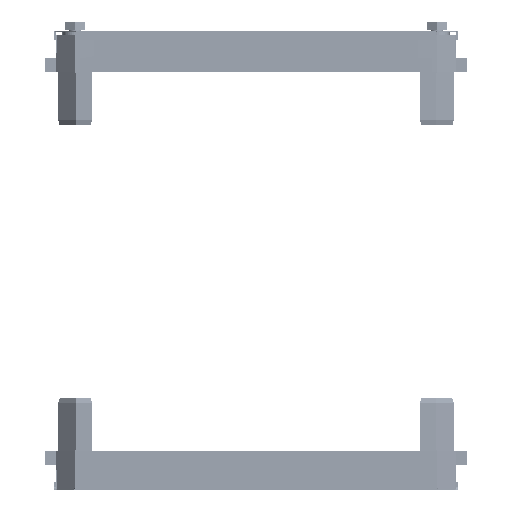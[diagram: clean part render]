
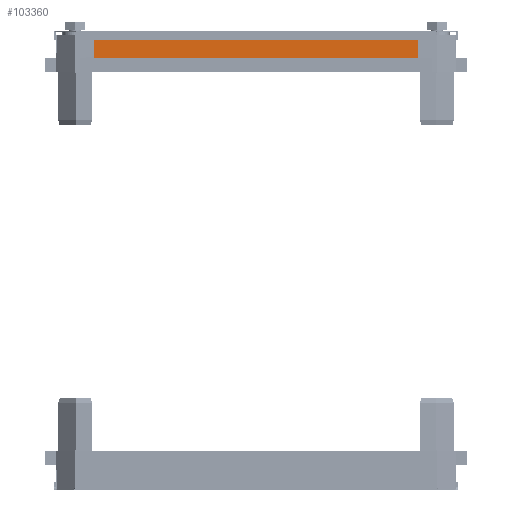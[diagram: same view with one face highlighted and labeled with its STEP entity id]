
A CAD part, left-side view. The second image highlights one B-rep face of the part: STEP entity #103360.
In plain terms, the highlighted planar face has unit normal (-1, 0, 0).
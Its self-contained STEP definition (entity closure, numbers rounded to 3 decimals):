
#1130 = AXIS2_PLACEMENT_3D ( 'NONE', #170429, #184321, #8762 ) ;
#3161 = VECTOR ( 'NONE', #146620, 1000. ) ;
#3664 = VECTOR ( 'NONE', #156240, 1000. ) ;
#5736 = CARTESIAN_POINT ( 'NONE',  ( -789.55, 162.4, 430.9 ) ) ;
#8762 = DIRECTION ( 'NONE',  ( 0., -1., 0. ) ) ;
#11796 = CARTESIAN_POINT ( 'NONE',  ( -789.55, -145.6, 408.4 ) ) ;
#15584 = CARTESIAN_POINT ( 'NONE',  ( -789.55, -145.6, 430.9 ) ) ;
#18798 = DIRECTION ( 'NONE',  ( 0., -1., 0. ) ) ;
#28021 = VERTEX_POINT ( 'NONE', #15584 ) ;
#30334 = VERTEX_POINT ( 'NONE', #149630 ) ;
#37570 = FACE_OUTER_BOUND ( 'NONE', #132068, .T. ) ;
#41207 = VECTOR ( 'NONE', #18798, 1000. ) ;
#51936 = CARTESIAN_POINT ( 'NONE',  ( -789.55, 162.4, 409.7 ) ) ;
#52127 = DIRECTION ( 'NONE',  ( 0., 0., 1. ) ) ;
#53528 = PLANE ( 'NONE',  #1130 ) ;
#54284 = EDGE_CURVE ( 'NONE', #78468, #28021, #103107, .T. ) ;
#58248 = ORIENTED_EDGE ( 'NONE', *, *, #143065, .F. ) ;
#61961 = ORIENTED_EDGE ( 'NONE', *, *, #94822, .F. ) ;
#78053 = ORIENTED_EDGE ( 'NONE', *, *, #80939, .F. ) ;
#78468 = VERTEX_POINT ( 'NONE', #11796 ) ;
#80939 = EDGE_CURVE ( 'NONE', #30334, #121404, #100812, .T. ) ;
#94822 = EDGE_CURVE ( 'NONE', #78468, #30334, #153083, .T. ) ;
#100812 = LINE ( 'NONE', #51936, #3161 ) ;
#103107 = LINE ( 'NONE', #168023, #170765 ) ;
#103360 = ADVANCED_FACE ( 'NONE', ( #37570 ), #53528, .F. ) ;
#121404 = VERTEX_POINT ( 'NONE', #201243 ) ;
#122622 = LINE ( 'NONE', #5736, #41207 ) ;
#132068 = EDGE_LOOP ( 'NONE', ( #153724, #58248, #78053, #61961 ) ) ;
#143065 = EDGE_CURVE ( 'NONE', #121404, #28021, #122622, .T. ) ;
#146620 = DIRECTION ( 'NONE',  ( 0., 0., 1. ) ) ;
#149630 = CARTESIAN_POINT ( 'NONE',  ( -789.55, 162.4, 408.4 ) ) ;
#153083 = LINE ( 'NONE', #183981, #3664 ) ;
#153724 = ORIENTED_EDGE ( 'NONE', *, *, #54284, .T. ) ;
#156240 = DIRECTION ( 'NONE',  ( 0., 1., 0. ) ) ;
#168023 = CARTESIAN_POINT ( 'NONE',  ( -789.55, -145.6, 409.7 ) ) ;
#170429 = CARTESIAN_POINT ( 'NONE',  ( -789.55, 162.4, 409.7 ) ) ;
#170765 = VECTOR ( 'NONE', #52127, 1000. ) ;
#183981 = CARTESIAN_POINT ( 'NONE',  ( -789.55, 162.4, 408.4 ) ) ;
#184321 = DIRECTION ( 'NONE',  ( 1., 0., 0. ) ) ;
#201243 = CARTESIAN_POINT ( 'NONE',  ( -789.55, 162.4, 430.9 ) ) ;
